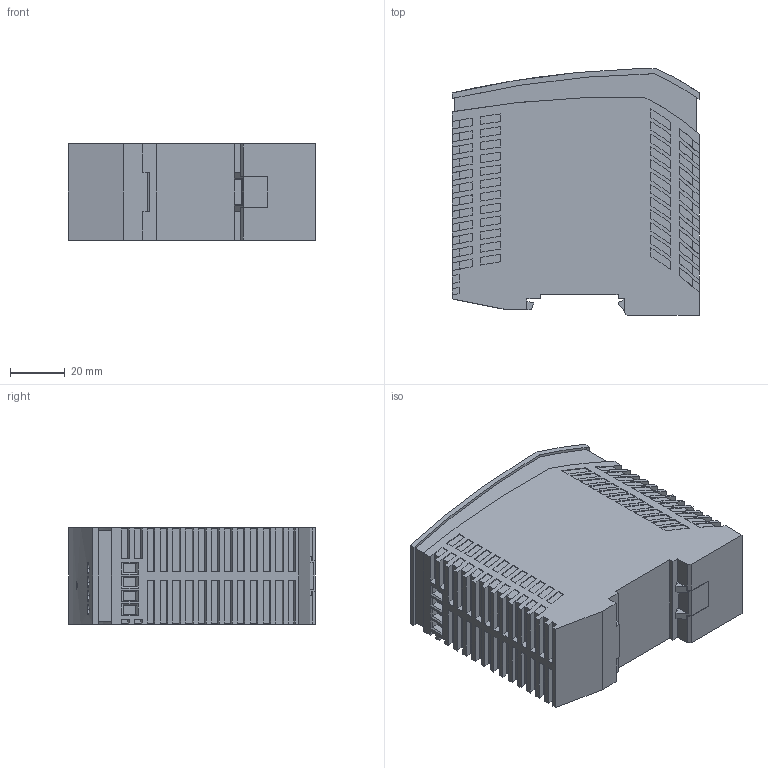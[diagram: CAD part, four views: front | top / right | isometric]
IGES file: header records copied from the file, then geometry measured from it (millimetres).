
Start section: Elysium IGES Interface
Global section: file name: 79H2902992_UNO_PS_1AC_24DC_60W-select.igs; native system: Creo Elements/Direct Modeling 18.1  06-May-2012; preprocessor: Creo Element/Direct IGES_3D V2.2; author: Unknown; organization: Unknown; date: 20130215.135353; units: millimetre
Bounding box: 90.2 x 89.87 x 35 mm (x, y, z)
Volume: 251855 mm3; surface area: 33498.1 mm2
Topology: 1 solids, 1 shells, 708 faces, 1916 edges, 1268 vertices
Faces by surface type: bspline 708
